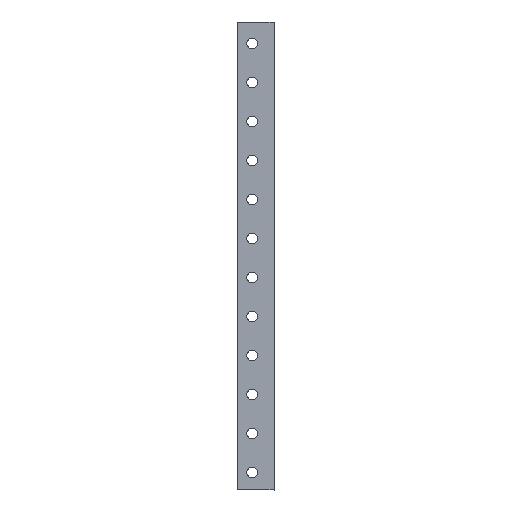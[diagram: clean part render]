
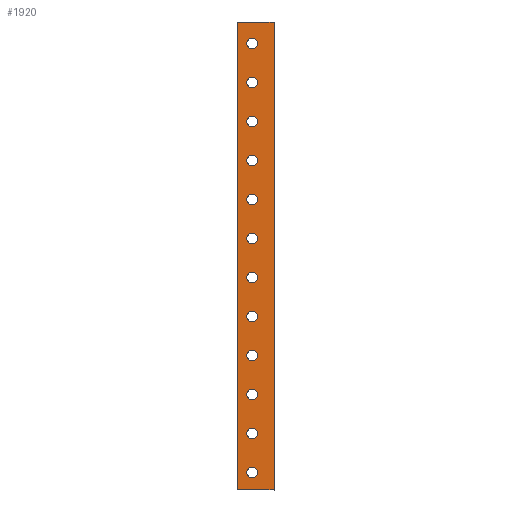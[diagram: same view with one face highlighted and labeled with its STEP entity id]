
A CAD part, left-side view. The second image highlights one B-rep face of the part: STEP entity #1920.
In plain terms, the highlighted planar face has unit normal (-1, 0, 0).
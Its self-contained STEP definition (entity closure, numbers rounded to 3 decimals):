
#74=FACE_BOUND('',#334,.T.);
#75=FACE_BOUND('',#335,.T.);
#76=FACE_BOUND('',#336,.T.);
#77=FACE_BOUND('',#337,.T.);
#78=FACE_BOUND('',#338,.T.);
#79=FACE_BOUND('',#339,.T.);
#80=FACE_BOUND('',#340,.T.);
#81=FACE_BOUND('',#341,.T.);
#82=FACE_BOUND('',#342,.T.);
#83=FACE_BOUND('',#343,.T.);
#84=FACE_BOUND('',#344,.T.);
#85=FACE_BOUND('',#345,.T.);
#158=CIRCLE('',#2058,4.1);
#159=CIRCLE('',#2059,4.1);
#160=CIRCLE('',#2060,4.1);
#161=CIRCLE('',#2061,4.1);
#162=CIRCLE('',#2062,4.1);
#163=CIRCLE('',#2063,4.1);
#164=CIRCLE('',#2064,4.1);
#165=CIRCLE('',#2065,4.1);
#166=CIRCLE('',#2066,4.1);
#167=CIRCLE('',#2067,4.1);
#168=CIRCLE('',#2068,4.1);
#169=CIRCLE('',#2069,4.1);
#231=FACE_OUTER_BOUND('',#333,.T.);
#333=EDGE_LOOP('',(#1314,#1315,#1316,#1317,#1318,#1319));
#334=EDGE_LOOP('',(#1320));
#335=EDGE_LOOP('',(#1321));
#336=EDGE_LOOP('',(#1322));
#337=EDGE_LOOP('',(#1323));
#338=EDGE_LOOP('',(#1324));
#339=EDGE_LOOP('',(#1325));
#340=EDGE_LOOP('',(#1326));
#341=EDGE_LOOP('',(#1327));
#342=EDGE_LOOP('',(#1328));
#343=EDGE_LOOP('',(#1329));
#344=EDGE_LOOP('',(#1330));
#345=EDGE_LOOP('',(#1331));
#489=LINE('',#2777,#657);
#514=LINE('',#2876,#682);
#515=LINE('',#2878,#683);
#516=LINE('',#2880,#684);
#517=LINE('',#2882,#685);
#518=LINE('',#2883,#686);
#657=VECTOR('',#2229,10.);
#682=VECTOR('',#2304,10.);
#683=VECTOR('',#2305,10.);
#684=VECTOR('',#2306,10.);
#685=VECTOR('',#2307,10.);
#686=VECTOR('',#2308,10.);
#819=VERTEX_POINT('',#2763);
#825=VERTEX_POINT('',#2775);
#874=VERTEX_POINT('',#2875);
#875=VERTEX_POINT('',#2877);
#876=VERTEX_POINT('',#2879);
#877=VERTEX_POINT('',#2881);
#878=VERTEX_POINT('',#2884);
#879=VERTEX_POINT('',#2886);
#880=VERTEX_POINT('',#2888);
#881=VERTEX_POINT('',#2890);
#882=VERTEX_POINT('',#2892);
#883=VERTEX_POINT('',#2894);
#884=VERTEX_POINT('',#2896);
#885=VERTEX_POINT('',#2898);
#886=VERTEX_POINT('',#2900);
#887=VERTEX_POINT('',#2902);
#888=VERTEX_POINT('',#2904);
#889=VERTEX_POINT('',#2906);
#1001=EDGE_CURVE('',#819,#825,#489,.T.);
#1050=EDGE_CURVE('',#874,#825,#514,.T.);
#1051=EDGE_CURVE('',#874,#875,#515,.T.);
#1052=EDGE_CURVE('',#875,#876,#516,.T.);
#1053=EDGE_CURVE('',#876,#877,#517,.T.);
#1054=EDGE_CURVE('',#877,#819,#518,.T.);
#1055=EDGE_CURVE('',#878,#878,#158,.T.);
#1056=EDGE_CURVE('',#879,#879,#159,.T.);
#1057=EDGE_CURVE('',#880,#880,#160,.T.);
#1058=EDGE_CURVE('',#881,#881,#161,.T.);
#1059=EDGE_CURVE('',#882,#882,#162,.T.);
#1060=EDGE_CURVE('',#883,#883,#163,.T.);
#1061=EDGE_CURVE('',#884,#884,#164,.T.);
#1062=EDGE_CURVE('',#885,#885,#165,.T.);
#1063=EDGE_CURVE('',#886,#886,#166,.T.);
#1064=EDGE_CURVE('',#887,#887,#167,.T.);
#1065=EDGE_CURVE('',#888,#888,#168,.T.);
#1066=EDGE_CURVE('',#889,#889,#169,.T.);
#1314=ORIENTED_EDGE('',*,*,#1001,.T.);
#1315=ORIENTED_EDGE('',*,*,#1050,.F.);
#1316=ORIENTED_EDGE('',*,*,#1051,.T.);
#1317=ORIENTED_EDGE('',*,*,#1052,.T.);
#1318=ORIENTED_EDGE('',*,*,#1053,.T.);
#1319=ORIENTED_EDGE('',*,*,#1054,.T.);
#1320=ORIENTED_EDGE('',*,*,#1055,.T.);
#1321=ORIENTED_EDGE('',*,*,#1056,.T.);
#1322=ORIENTED_EDGE('',*,*,#1057,.T.);
#1323=ORIENTED_EDGE('',*,*,#1058,.T.);
#1324=ORIENTED_EDGE('',*,*,#1059,.T.);
#1325=ORIENTED_EDGE('',*,*,#1060,.T.);
#1326=ORIENTED_EDGE('',*,*,#1061,.T.);
#1327=ORIENTED_EDGE('',*,*,#1062,.T.);
#1328=ORIENTED_EDGE('',*,*,#1063,.T.);
#1329=ORIENTED_EDGE('',*,*,#1064,.T.);
#1330=ORIENTED_EDGE('',*,*,#1065,.T.);
#1331=ORIENTED_EDGE('',*,*,#1066,.T.);
#1787=PLANE('',#2057);
#1920=ADVANCED_FACE('',(#231,#74,#75,#76,#77,#78,#79,#80,#81,#82,#83,#84,
#85),#1787,.F.);
#2057=AXIS2_PLACEMENT_3D('',#2874,#2302,#2303);
#2058=AXIS2_PLACEMENT_3D('',#2885,#2309,#2310);
#2059=AXIS2_PLACEMENT_3D('',#2887,#2311,#2312);
#2060=AXIS2_PLACEMENT_3D('',#2889,#2313,#2314);
#2061=AXIS2_PLACEMENT_3D('',#2891,#2315,#2316);
#2062=AXIS2_PLACEMENT_3D('',#2893,#2317,#2318);
#2063=AXIS2_PLACEMENT_3D('',#2895,#2319,#2320);
#2064=AXIS2_PLACEMENT_3D('',#2897,#2321,#2322);
#2065=AXIS2_PLACEMENT_3D('',#2899,#2323,#2324);
#2066=AXIS2_PLACEMENT_3D('',#2901,#2325,#2326);
#2067=AXIS2_PLACEMENT_3D('',#2903,#2327,#2328);
#2068=AXIS2_PLACEMENT_3D('',#2905,#2329,#2330);
#2069=AXIS2_PLACEMENT_3D('',#2907,#2331,#2332);
#2229=DIRECTION('',(0.,0.,1.));
#2302=DIRECTION('center_axis',(1.,0.,0.));
#2303=DIRECTION('ref_axis',(0.,0.,
1.));
#2304=DIRECTION('',(0.,-1.,0.));
#2305=DIRECTION('',(0.,1.,0.));
#2306=DIRECTION('',(0.,0.,-1.));
#2307=DIRECTION('',(0.,-1.,0.));
#2308=DIRECTION('',(0.,-1.,0.));
#2309=DIRECTION('center_axis',(1.,0.,0.));
#2310=DIRECTION('ref_axis',(0.,1.,0.));
#2311=DIRECTION('center_axis',(1.,0.,0.));
#2312=DIRECTION('ref_axis',(0.,1.,0.));
#2313=DIRECTION('center_axis',(1.,0.,0.));
#2314=DIRECTION('ref_axis',(0.,1.,0.));
#2315=DIRECTION('center_axis',(1.,0.,0.));
#2316=DIRECTION('ref_axis',(0.,1.,0.));
#2317=DIRECTION('center_axis',(1.,0.,0.));
#2318=DIRECTION('ref_axis',(0.,1.,0.));
#2319=DIRECTION('center_axis',(1.,0.,0.));
#2320=DIRECTION('ref_axis',(0.,1.,0.));
#2321=DIRECTION('center_axis',(1.,0.,0.));
#2322=DIRECTION('ref_axis',(0.,1.,0.));
#2323=DIRECTION('center_axis',(1.,0.,0.));
#2324=DIRECTION('ref_axis',(0.,1.,0.));
#2325=DIRECTION('center_axis',(1.,0.,0.));
#2326=DIRECTION('ref_axis',(0.,1.,0.));
#2327=DIRECTION('center_axis',(1.,0.,0.));
#2328=DIRECTION('ref_axis',(0.,1.,0.));
#2329=DIRECTION('center_axis',(1.,0.,0.));
#2330=DIRECTION('ref_axis',(0.,1.,0.));
#2331=DIRECTION('center_axis',(1.,0.,0.));
#2332=DIRECTION('ref_axis',(0.,1.,0.));
#2763=CARTESIAN_POINT('',(-64.135,0.,-360.));
#2775=CARTESIAN_POINT('',(-64.135,0.,0.));
#2777=CARTESIAN_POINT('',(-64.135,0.,-180.));
#2874=CARTESIAN_POINT('Origin',(-64.135,-15.505,-180.));
#2875=CARTESIAN_POINT('',(-64.135,4.5,0.));
#2876=CARTESIAN_POINT('',(-64.135,-5.502,0.));
#2877=CARTESIAN_POINT('',(-64.135,28.995,0.));
#2878=CARTESIAN_POINT('',(-64.135,-60.005,0.));
#2879=CARTESIAN_POINT('',(-64.135,28.995,-360.));
#2880=CARTESIAN_POINT('',(-64.135,28.995,0.));
#2881=CARTESIAN_POINT('',(-64.135,4.5,-360.));
#2882=CARTESIAN_POINT('',(-64.135,28.995,-360.));
#2883=CARTESIAN_POINT('',(-64.135,-9.877,-360.));
#2884=CARTESIAN_POINT('',(-64.135,13.395,-346.5));
#2885=CARTESIAN_POINT('Origin',(-64.135,17.495,-346.5));
#2886=CARTESIAN_POINT('',(-64.135,13.395,-316.5));
#2887=CARTESIAN_POINT('Origin',(-64.135,17.495,-316.5));
#2888=CARTESIAN_POINT('',(-64.135,13.395,-286.5));
#2889=CARTESIAN_POINT('Origin',(-64.135,17.495,-286.5));
#2890=CARTESIAN_POINT('',(-64.135,13.395,-256.5));
#2891=CARTESIAN_POINT('Origin',(-64.135,17.495,-256.5));
#2892=CARTESIAN_POINT('',(-64.135,13.395,-226.5));
#2893=CARTESIAN_POINT('Origin',(-64.135,17.495,-226.5));
#2894=CARTESIAN_POINT('',(-64.135,13.395,-196.5));
#2895=CARTESIAN_POINT('Origin',(-64.135,17.495,-196.5));
#2896=CARTESIAN_POINT('',(-64.135,13.395,-166.5));
#2897=CARTESIAN_POINT('Origin',(-64.135,17.495,-166.5));
#2898=CARTESIAN_POINT('',(-64.135,13.395,-136.5));
#2899=CARTESIAN_POINT('Origin',(-64.135,17.495,-136.5));
#2900=CARTESIAN_POINT('',(-64.135,13.395,-106.5));
#2901=CARTESIAN_POINT('Origin',(-64.135,17.495,-106.5));
#2902=CARTESIAN_POINT('',(-64.135,13.395,-76.5));
#2903=CARTESIAN_POINT('Origin',(-64.135,17.495,-76.5));
#2904=CARTESIAN_POINT('',(-64.135,13.395,-46.5));
#2905=CARTESIAN_POINT('Origin',(-64.135,17.495,-46.5));
#2906=CARTESIAN_POINT('',(-64.135,13.395,-16.5));
#2907=CARTESIAN_POINT('Origin',(-64.135,17.495,-16.5));
